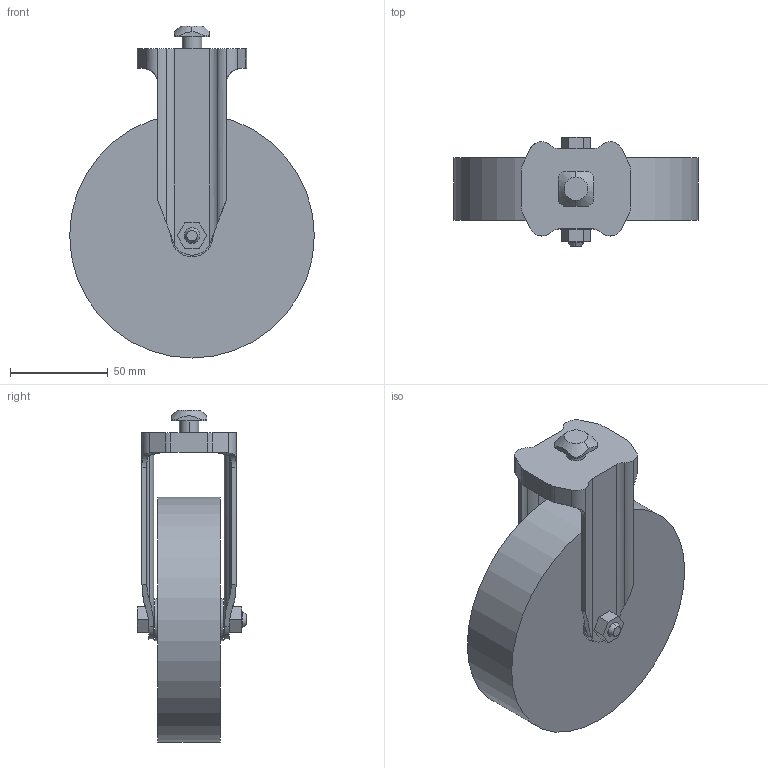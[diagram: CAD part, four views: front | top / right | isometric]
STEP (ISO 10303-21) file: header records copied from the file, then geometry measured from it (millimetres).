
FILE_DESCRIPTION(('STEP AP214'),'1');
FILE_NAME('cctmp_53099BA5-98D0-4AD7-9F21-939FC4019AF8_2020_4_1_15_30_35_635..stp','2020-04-01T13:30:35',('Bosch Rexroth AG'),('CADClick - www.CADClick.com'),'Spatial InterOp 3D',' ','unknown authorization - (Healing Option Enabled)');
FILE_SCHEMA(('AUTOMOTIVE_DESIGN'));
Length unit declared in the file: millimetre
Products named in the file (1): 2020_04_01__15-30-35-635
Bounding box: 125 x 56 x 169.6 mm (x, y, z)
Volume: 422756.9 mm3; surface area: 60065.4 mm2
Topology: 1 solids, 1 shells, 113 faces, 300 edges, 198 vertices
Faces by surface type: cylinder 56, plane 53, cone 4
Entity records: 4582 total; most frequent: CARTESIAN_POINT 782, DIRECTION 614, ORIENTED_EDGE 600, EDGE_CURVE 300, AXIS2_PLACEMENT_3D 226, VERTEX_POINT 198, LINE 162, VECTOR 162
